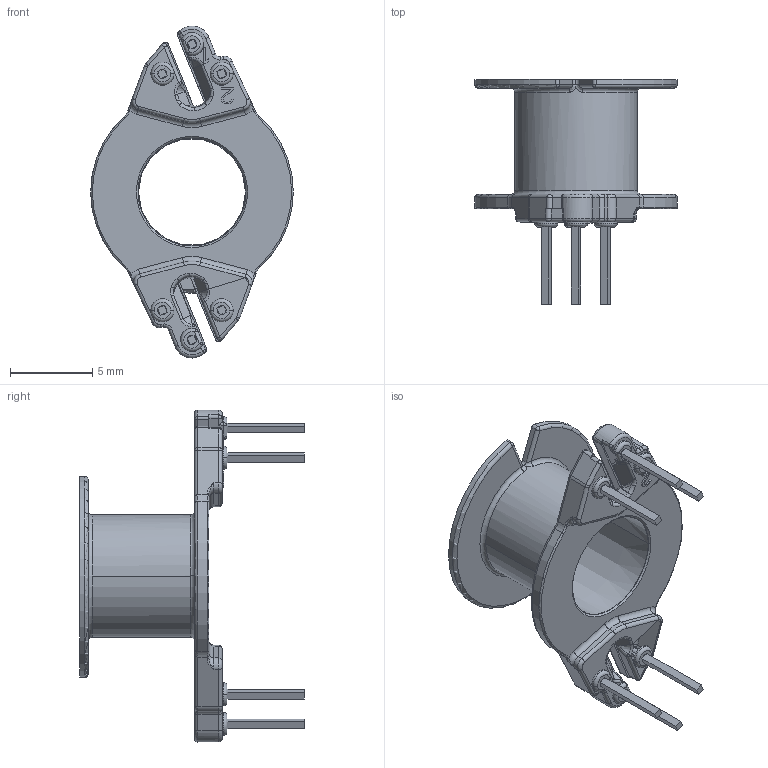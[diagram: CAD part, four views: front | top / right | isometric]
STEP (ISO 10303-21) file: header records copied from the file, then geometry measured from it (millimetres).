
FILE_DESCRIPTION((''),'2;1');
FILE_NAME('C61035-A0026-B219_RM6_SW','2021-03-12T',('EE4793'),(''),'PRO/ENGINEER BY PARAMETRIC TECHNOLOGY CORPORATION, 2014000','PRO/ENGINEER BY PARAMETRIC TECHNOLOGY CORPORATION, 2014000','');
FILE_SCHEMA(('AUTOMOTIVE_DESIGN { 1 0 10303 214 1 1 1 1 }'));
Length unit declared in the file: millimetre
Products named in the file (1): C61035-A0026-B219_RM6_SW
Bounding box: 12.3 x 13.65 x 20.16 mm (x, y, z)
Volume: 250.9 mm3; surface area: 880.3 mm2
Topology: 1 solids, 1 shells, 491 faces, 1330 edges, 845 vertices
Faces by surface type: plane 202, cylinder 154, torus 62, bspline 34, sphere 20, extrusion 11, cone 8
Entity records: 17690 total; most frequent: CARTESIAN_POINT 5240, ORIENTED_EDGE 2612, DIRECTION 2600, EDGE_CURVE 1306, AXIS2_PLACEMENT_3D 952, VERTEX_POINT 842, VECTOR 696, LINE 685
